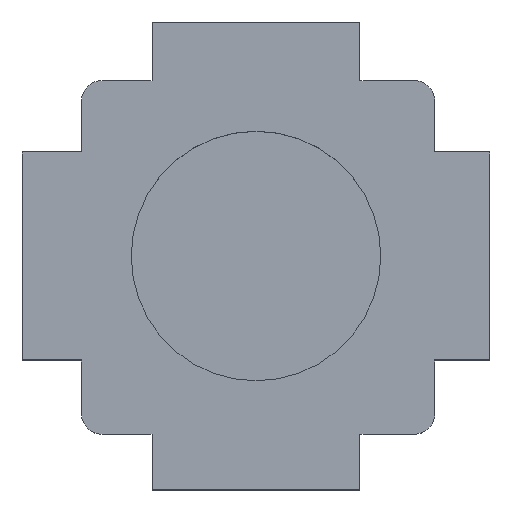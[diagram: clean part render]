
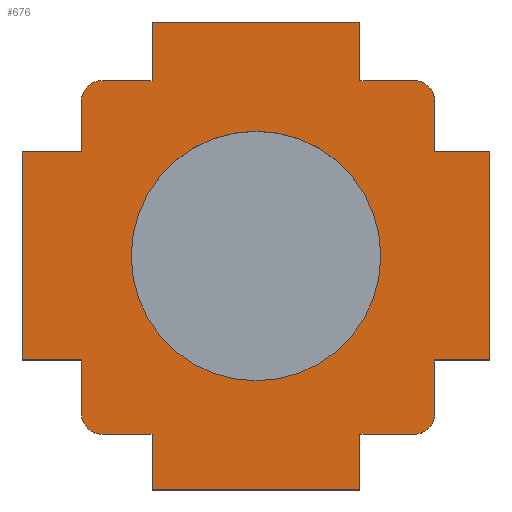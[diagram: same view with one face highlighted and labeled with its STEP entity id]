
A CAD part, top view. The second image highlights one B-rep face of the part: STEP entity #676.
In plain terms, the highlighted planar face has unit normal (0, 0, 1).
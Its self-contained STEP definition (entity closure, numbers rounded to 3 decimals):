
#19=FACE_BOUND('',#100,.T.);
#21=CIRCLE('',#724,2.);
#23=CIRCLE('',#728,2.);
#25=CIRCLE('',#731,2.);
#27=CIRCLE('',#734,2.);
#28=CIRCLE('',#745,12.);
#59=FACE_OUTER_BOUND('',#99,.T.);
#99=EDGE_LOOP('',(#515,#516,#517,#518,#519,#520,#521,#522,#523,#524,#525,
#526,#527,#528,#529,#530,#531,#532,#533,#534,#535,#536,#537,#538));
#100=EDGE_LOOP('',(#539));
#123=LINE('',#970,#204);
#125=LINE('',#976,#206);
#131=LINE('',#988,#212);
#133=LINE('',#994,#214);
#139=LINE('',#1006,#220);
#142=LINE('',#1014,#223);
#145=LINE('',#1024,#226);
#150=LINE('',#1044,#231);
#153=LINE('',#1050,#234);
#156=LINE('',#1056,#237);
#159=LINE('',#1060,#240);
#163=LINE('',#1068,#244);
#165=LINE('',#1073,#246);
#168=LINE('',#1077,#249);
#170=LINE('',#1082,#251);
#171=LINE('',#1084,#252);
#172=LINE('',#1085,#253);
#173=LINE('',#1087,#254);
#174=LINE('',#1089,#255);
#175=LINE('',#1090,#256);
#204=VECTOR('',#777,10.);
#206=VECTOR('',#781,10.);
#212=VECTOR('',#789,10.);
#214=VECTOR('',#793,10.);
#220=VECTOR('',#801,10.);
#223=VECTOR('',#806,10.);
#226=VECTOR('',#817,10.);
#231=VECTOR('',#842,10.);
#234=VECTOR('',#847,10.);
#237=VECTOR('',#852,10.);
#240=VECTOR('',#857,10.);
#244=VECTOR('',#865,10.);
#246=VECTOR('',#869,10.);
#249=VECTOR('',#874,10.);
#251=VECTOR('',#880,10.);
#252=VECTOR('',#881,10.);
#253=VECTOR('',#882,10.);
#254=VECTOR('',#883,10.);
#255=VECTOR('',#884,10.);
#256=VECTOR('',#885,10.);
#283=VERTEX_POINT('',#964);
#285=VERTEX_POINT('',#968);
#287=VERTEX_POINT('',#973);
#288=VERTEX_POINT('',#975);
#291=VERTEX_POINT('',#982);
#293=VERTEX_POINT('',#986);
#295=VERTEX_POINT('',#991);
#296=VERTEX_POINT('',#993);
#299=VERTEX_POINT('',#1000);
#301=VERTEX_POINT('',#1004);
#304=VERTEX_POINT('',#1011);
#305=VERTEX_POINT('',#1013);
#307=VERTEX_POINT('',#1021);
#308=VERTEX_POINT('',#1023);
#311=VERTEX_POINT('',#1037);
#313=VERTEX_POINT('',#1043);
#315=VERTEX_POINT('',#1049);
#317=VERTEX_POINT('',#1055);
#319=VERTEX_POINT('',#1066);
#321=VERTEX_POINT('',#1072);
#322=VERTEX_POINT('',#1081);
#323=VERTEX_POINT('',#1083);
#324=VERTEX_POINT('',#1086);
#325=VERTEX_POINT('',#1088);
#326=VERTEX_POINT('',#1091);
#343=EDGE_CURVE('',#283,#285,#123,.T.);
#345=EDGE_CURVE('',#288,#287,#125,.T.);
#351=EDGE_CURVE('',#291,#293,#131,.T.);
#353=EDGE_CURVE('',#296,#295,#133,.T.);
#359=EDGE_CURVE('',#299,#301,#139,.T.);
#362=EDGE_CURVE('',#305,#304,#142,.T.);
#365=EDGE_CURVE('',#285,#305,#21,.T.);
#367=EDGE_CURVE('',#308,#307,#145,.T.);
#371=EDGE_CURVE('',#293,#308,#23,.T.);
#373=EDGE_CURVE('',#301,#288,#25,.T.);
#375=EDGE_CURVE('',#311,#296,#27,.T.);
#378=EDGE_CURVE('',#313,#311,#150,.T.);
#381=EDGE_CURVE('',#315,#299,#153,.T.);
#384=EDGE_CURVE('',#317,#315,#156,.T.);
#387=EDGE_CURVE('',#295,#317,#159,.T.);
#391=EDGE_CURVE('',#307,#319,#163,.T.);
#393=EDGE_CURVE('',#321,#283,#165,.T.);
#396=EDGE_CURVE('',#319,#321,#168,.T.);
#398=EDGE_CURVE('',#304,#322,#170,.T.);
#399=EDGE_CURVE('',#322,#323,#171,.T.);
#400=EDGE_CURVE('',#323,#313,#172,.T.);
#401=EDGE_CURVE('',#287,#324,#173,.T.);
#402=EDGE_CURVE('',#324,#325,#174,.T.);
#403=EDGE_CURVE('',#325,#291,#175,.T.);
#404=EDGE_CURVE('',#326,#326,#28,.T.);
#515=ORIENTED_EDGE('',*,*,#396,.T.);
#516=ORIENTED_EDGE('',*,*,#393,.T.);
#517=ORIENTED_EDGE('',*,*,#343,.T.);
#518=ORIENTED_EDGE('',*,*,#365,.T.);
#519=ORIENTED_EDGE('',*,*,#362,.T.);
#520=ORIENTED_EDGE('',*,*,#398,.T.);
#521=ORIENTED_EDGE('',*,*,#399,.T.);
#522=ORIENTED_EDGE('',*,*,#400,.T.);
#523=ORIENTED_EDGE('',*,*,#378,.T.);
#524=ORIENTED_EDGE('',*,*,#375,.T.);
#525=ORIENTED_EDGE('',*,*,#353,.T.);
#526=ORIENTED_EDGE('',*,*,#387,.T.);
#527=ORIENTED_EDGE('',*,*,#384,.T.);
#528=ORIENTED_EDGE('',*,*,#381,.T.);
#529=ORIENTED_EDGE('',*,*,#359,.T.);
#530=ORIENTED_EDGE('',*,*,#373,.T.);
#531=ORIENTED_EDGE('',*,*,#345,.T.);
#532=ORIENTED_EDGE('',*,*,#401,.T.);
#533=ORIENTED_EDGE('',*,*,#402,.T.);
#534=ORIENTED_EDGE('',*,*,#403,.T.);
#535=ORIENTED_EDGE('',*,*,#351,.T.);
#536=ORIENTED_EDGE('',*,*,#371,.T.);
#537=ORIENTED_EDGE('',*,*,#367,.T.);
#538=ORIENTED_EDGE('',*,*,#391,.T.);
#539=ORIENTED_EDGE('',*,*,#404,.T.);
#641=PLANE('',#744);
#676=ADVANCED_FACE('',(#59,#19),#641,.T.);
#724=AXIS2_PLACEMENT_3D('',#1018,#812,#813);
#728=AXIS2_PLACEMENT_3D('',#1030,#824,#825);
#731=AXIS2_PLACEMENT_3D('',#1033,#830,#831);
#734=AXIS2_PLACEMENT_3D('',#1038,#836,#837);
#744=AXIS2_PLACEMENT_3D('',#1080,#878,#879);
#745=AXIS2_PLACEMENT_3D('',#1092,#886,#887);
#777=DIRECTION('',(1.,0.,0.));
#781=DIRECTION('',(0.,-1.,0.));
#789=DIRECTION('',(0.,-1.,0.));
#793=DIRECTION('',(-1.,0.,0.));
#801=DIRECTION('',(-1.,0.,0.));
#806=DIRECTION('',(0.,1.,0.));
#812=DIRECTION('center_axis',(0.,0.,
1.));
#813=DIRECTION('ref_axis',(0.,-1.,0.));
#817=DIRECTION('',(1.,0.,0.));
#824=DIRECTION('center_axis',(0.,0.,
1.));
#825=DIRECTION('ref_axis',(-1.,0.,0.));
#830=DIRECTION('center_axis',(0.,0.,
1.));
#831=DIRECTION('ref_axis',(0.,1.,0.));
#836=DIRECTION('center_axis',(0.,0.,
1.));
#837=DIRECTION('ref_axis',(1.,0.,0.));
#842=DIRECTION('',(0.,1.,0.));
#847=DIRECTION('',(0.,-1.,0.));
#852=DIRECTION('',(-1.,0.,0.));
#857=DIRECTION('',(0.,1.,0.));
#865=DIRECTION('',(0.,-1.,0.));
#869=DIRECTION('',(0.,1.,0.));
#874=DIRECTION('',(1.,0.,0.));
#878=DIRECTION('center_axis',(0.,0.,1.));
#879=DIRECTION('ref_axis',(1.,0.,0.));
#880=DIRECTION('',(1.,0.,0.));
#881=DIRECTION('',(0.,1.,0.));
#882=DIRECTION('',(-1.,0.,0.));
#883=DIRECTION('',(-1.,0.,0.));
#884=DIRECTION('',(0.,-1.,0.));
#885=DIRECTION('',(1.,0.,0.));
#886=DIRECTION('center_axis',(0.,0.,
-1.));
#887=DIRECTION('ref_axis',(-1.,0.,0.));
#964=CARTESIAN_POINT('',(10.,-17.14,5.9));
#968=CARTESIAN_POINT('',(15.2,-17.14,5.9));
#970=CARTESIAN_POINT('',(-14.8,-17.14,5.9));
#973=CARTESIAN_POINT('',(-16.8,10.,5.9));
#975=CARTESIAN_POINT('',(-16.8,14.86,5.9));
#976=CARTESIAN_POINT('',(-16.8,14.86,5.9));
#982=CARTESIAN_POINT('',(-16.8,-10.,5.9));
#986=CARTESIAN_POINT('',(-16.8,-15.14,5.9));
#988=CARTESIAN_POINT('',(-16.8,14.86,5.9));
#991=CARTESIAN_POINT('',(10.,16.86,5.9));
#993=CARTESIAN_POINT('',(15.2,16.86,5.9));
#994=CARTESIAN_POINT('',(15.2,16.86,5.9));
#1000=CARTESIAN_POINT('',(-10.,16.86,5.9));
#1004=CARTESIAN_POINT('',(-14.8,16.86,5.9));
#1006=CARTESIAN_POINT('',(15.2,16.86,5.9));
#1011=CARTESIAN_POINT('',(17.2,-10.,5.9));
#1013=CARTESIAN_POINT('',(17.2,-15.14,5.9));
#1014=CARTESIAN_POINT('',(17.2,-15.14,5.9));
#1018=CARTESIAN_POINT('Origin',(15.2,-15.14,5.9));
#1021=CARTESIAN_POINT('',(-10.,-17.14,5.9));
#1023=CARTESIAN_POINT('',(-14.8,-17.14,5.9));
#1024=CARTESIAN_POINT('',(-14.8,-17.14,5.9));
#1030=CARTESIAN_POINT('Origin',(-14.8,-15.14,5.9));
#1033=CARTESIAN_POINT('Origin',(-14.8,14.86,5.9));
#1037=CARTESIAN_POINT('',(17.2,14.86,5.9));
#1038=CARTESIAN_POINT('Origin',(15.2,14.86,5.9));
#1043=CARTESIAN_POINT('',(17.2,10.,5.9));
#1044=CARTESIAN_POINT('',(17.2,10.,5.9));
#1049=CARTESIAN_POINT('',(-10.,22.5,5.9));
#1050=CARTESIAN_POINT('',(-10.,16.86,5.9));
#1055=CARTESIAN_POINT('',(10.,22.5,5.9));
#1056=CARTESIAN_POINT('',(-10.,22.5,5.9));
#1060=CARTESIAN_POINT('',(10.,22.5,5.9));
#1066=CARTESIAN_POINT('',(-10.,-22.5,5.9));
#1068=CARTESIAN_POINT('',(-10.,-22.5,5.9));
#1072=CARTESIAN_POINT('',(10.,-22.5,5.9));
#1073=CARTESIAN_POINT('',(10.,-17.14,5.9));
#1077=CARTESIAN_POINT('',(10.,-22.5,5.9));
#1080=CARTESIAN_POINT('Origin',(0.,-19.82,5.9));
#1081=CARTESIAN_POINT('',(22.5,-10.,5.9));
#1082=CARTESIAN_POINT('',(17.113,-10.,5.9));
#1083=CARTESIAN_POINT('',(22.5,10.,5.9));
#1084=CARTESIAN_POINT('',(22.5,-10.,5.9));
#1085=CARTESIAN_POINT('',(22.5,10.,5.9));
#1086=CARTESIAN_POINT('',(-22.5,10.,5.9));
#1087=CARTESIAN_POINT('',(-16.8,10.,5.9));
#1088=CARTESIAN_POINT('',(-22.5,-10.,5.9));
#1089=CARTESIAN_POINT('',(-22.5,10.,5.9));
#1090=CARTESIAN_POINT('',(-22.5,-10.,5.9));
#1091=CARTESIAN_POINT('',(12.,0.,5.9));
#1092=CARTESIAN_POINT('Origin',(0.,0.,
5.9));
